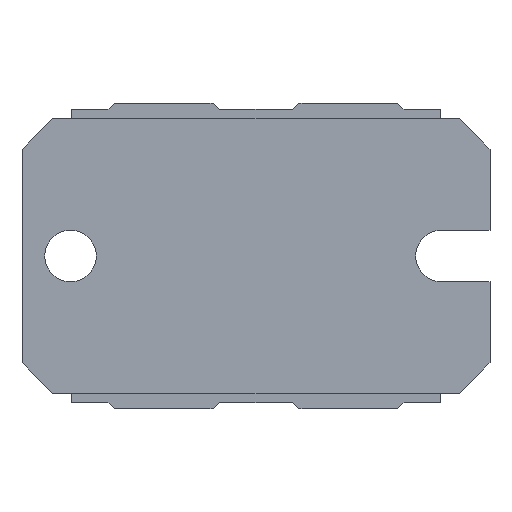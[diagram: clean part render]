
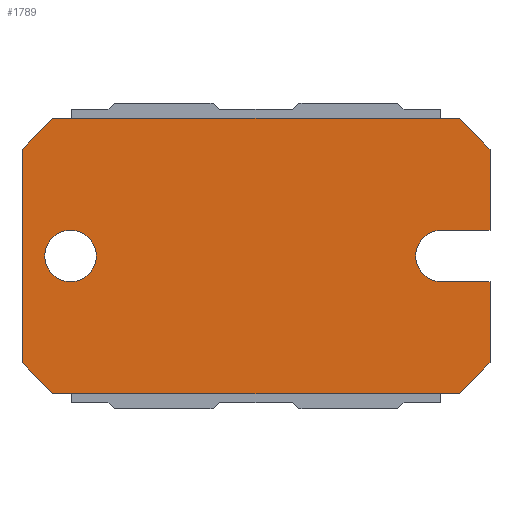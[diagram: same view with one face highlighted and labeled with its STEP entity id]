
A CAD part, front view. The second image highlights one B-rep face of the part: STEP entity #1789.
In plain terms, the highlighted planar face has unit normal (0, -1, 0).
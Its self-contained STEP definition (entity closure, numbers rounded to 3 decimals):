
#26 = DIRECTION ( 'NONE',  ( 0.707, 0., 0.707 ) ) ;
#32 = CARTESIAN_POINT ( 'NONE',  ( 30.2, 0., 0. ) ) ;
#55 = EDGE_CURVE ( 'NONE', #1196, #549, #6470, .T. ) ;
#188 = CARTESIAN_POINT ( 'NONE',  ( 31.65, 0., -11.2 ) ) ;
#226 = VERTEX_POINT ( 'NONE', #2442 ) ;
#434 = CARTESIAN_POINT ( 'NONE',  ( -3.95, 0., -8.7 ) ) ;
#549 = VERTEX_POINT ( 'NONE', #3875 ) ;
#589 = LINE ( 'NONE', #4818, #3803 ) ;
#600 = CARTESIAN_POINT ( 'NONE',  ( 34.15, 0., -8.7 ) ) ;
#650 = CARTESIAN_POINT ( 'NONE',  ( 31.65, 0., 11.2 ) ) ;
#739 = CARTESIAN_POINT ( 'NONE',  ( -3.95, 0., -8.7 ) ) ;
#1161 = VECTOR ( 'NONE', #4128, 1000. ) ;
#1196 = VERTEX_POINT ( 'NONE', #5621 ) ;
#1239 = EDGE_CURVE ( 'NONE', #7152, #226, #5408, .T. ) ;
#1260 = AXIS2_PLACEMENT_3D ( 'NONE', #5649, #6221, #3961 ) ;
#1357 = EDGE_CURVE ( 'NONE', #3843, #7061, #5147, .T. ) ;
#1442 = EDGE_LOOP ( 'NONE', ( #5872, #6458 ) ) ;
#1447 = CARTESIAN_POINT ( 'NONE',  ( 31.65, 0., -11.2 ) ) ;
#1773 = VECTOR ( 'NONE', #2504, 1000. ) ;
#1789 = ADVANCED_FACE ( 'NONE', ( #3187, #2143 ), #2914, .F. ) ;
#1803 = CARTESIAN_POINT ( 'NONE',  ( 0., 0., 0. ) ) ;
#1817 = CIRCLE ( 'NONE', #4145, 2.1 ) ;
#1819 = ORIENTED_EDGE ( 'NONE', *, *, #2103, .F. ) ;
#1825 = CARTESIAN_POINT ( 'NONE',  ( 34.15, 0., 2.1 ) ) ;
#1873 = VERTEX_POINT ( 'NONE', #5116 ) ;
#1889 = DIRECTION ( 'NONE',  ( 0., 0., 1. ) ) ;
#2059 = ORIENTED_EDGE ( 'NONE', *, *, #7180, .F. ) ;
#2060 = EDGE_LOOP ( 'NONE', ( #4461, #4930, #7347, #5260, #5957, #5267, #2059, #1819, #2899, #5358, #4381, #5830 ) ) ;
#2103 = EDGE_CURVE ( 'NONE', #6248, #1873, #4442, .T. ) ;
#2143 = FACE_BOUND ( 'NONE', #1442, .T. ) ;
#2278 = VECTOR ( 'NONE', #3886, 1000. ) ;
#2442 = CARTESIAN_POINT ( 'NONE',  ( 0., 0., -2.1 ) ) ;
#2483 = LINE ( 'NONE', #4430, #3831 ) ;
#2504 = DIRECTION ( 'NONE',  ( -1., 0., 0. ) ) ;
#2558 = CIRCLE ( 'NONE', #1260, 2.1 ) ;
#2768 = VERTEX_POINT ( 'NONE', #2824 ) ;
#2823 = VECTOR ( 'NONE', #1889, 1000. ) ;
#2824 = CARTESIAN_POINT ( 'NONE',  ( -1.45, 0., -11.2 ) ) ;
#2899 = ORIENTED_EDGE ( 'NONE', *, *, #4467, .F. ) ;
#2914 = PLANE ( 'NONE',  #2971 ) ;
#2953 = DIRECTION ( 'NONE',  ( 0., -1., 0. ) ) ;
#2971 = AXIS2_PLACEMENT_3D ( 'NONE', #6796, #3493, #6320 ) ;
#2998 = LINE ( 'NONE', #7424, #4153 ) ;
#3057 = EDGE_CURVE ( 'NONE', #5394, #5295, #2998, .T. ) ;
#3080 = EDGE_CURVE ( 'NONE', #7110, #3843, #5496, .T. ) ;
#3124 = VERTEX_POINT ( 'NONE', #4746 ) ;
#3187 = FACE_OUTER_BOUND ( 'NONE', #2060, .T. ) ;
#3275 = EDGE_CURVE ( 'NONE', #549, #5394, #5020, .T. ) ;
#3454 = DIRECTION ( 'NONE',  ( 0.707, 0., -0.707 ) ) ;
#3493 = DIRECTION ( 'NONE',  ( 0., 1., 0. ) ) ;
#3559 = LINE ( 'NONE', #188, #1773 ) ;
#3803 = VECTOR ( 'NONE', #4264, 1000. ) ;
#3831 = VECTOR ( 'NONE', #5068, 1000. ) ;
#3843 = VERTEX_POINT ( 'NONE', #5391 ) ;
#3875 = CARTESIAN_POINT ( 'NONE',  ( 34.15, 0., 8.7 ) ) ;
#3886 = DIRECTION ( 'NONE',  ( 0., 0., -1. ) ) ;
#3961 = DIRECTION ( 'NONE',  ( 0., 0., 1. ) ) ;
#4107 = CARTESIAN_POINT ( 'NONE',  ( -1.45, 0., -11.2 ) ) ;
#4128 = DIRECTION ( 'NONE',  ( -0.707, 0., 0.707 ) ) ;
#4145 = AXIS2_PLACEMENT_3D ( 'NONE', #32, #2953, #5268 ) ;
#4153 = VECTOR ( 'NONE', #4582, 1000. ) ;
#4264 = DIRECTION ( 'NONE',  ( 1., 0., 0. ) ) ;
#4305 = CARTESIAN_POINT ( 'NONE',  ( -1.45, 0., 11.2 ) ) ;
#4322 = CARTESIAN_POINT ( 'NONE',  ( 30.2, 0., -2.1 ) ) ;
#4381 = ORIENTED_EDGE ( 'NONE', *, *, #3275, .F. ) ;
#4418 = LINE ( 'NONE', #1447, #5923 ) ;
#4430 = CARTESIAN_POINT ( 'NONE',  ( 34.15, 0., -8.7 ) ) ;
#4442 = LINE ( 'NONE', #4322, #6049 ) ;
#4461 = ORIENTED_EDGE ( 'NONE', *, *, #6497, .F. ) ;
#4467 = EDGE_CURVE ( 'NONE', #5295, #6248, #1817, .T. ) ;
#4582 = DIRECTION ( 'NONE',  ( -1., 0., 0. ) ) ;
#4688 = DIRECTION ( 'NONE',  ( 0., 1., 0. ) ) ;
#4746 = CARTESIAN_POINT ( 'NONE',  ( 31.65, 0., -11.2 ) ) ;
#4818 = CARTESIAN_POINT ( 'NONE',  ( 31.65, 0., 11.2 ) ) ;
#4930 = ORIENTED_EDGE ( 'NONE', *, *, #1357, .F. ) ;
#5020 = LINE ( 'NONE', #5618, #2278 ) ;
#5068 = DIRECTION ( 'NONE',  ( 0., 0., -1. ) ) ;
#5078 = LINE ( 'NONE', #4107, #1161 ) ;
#5116 = CARTESIAN_POINT ( 'NONE',  ( 34.15, 0., -2.1 ) ) ;
#5132 = VERTEX_POINT ( 'NONE', #600 ) ;
#5147 = LINE ( 'NONE', #5741, #7269 ) ;
#5218 = DIRECTION ( 'NONE',  ( 0., 0., 1. ) ) ;
#5260 = ORIENTED_EDGE ( 'NONE', *, *, #5398, .F. ) ;
#5267 = ORIENTED_EDGE ( 'NONE', *, *, #6100, .F. ) ;
#5268 = DIRECTION ( 'NONE',  ( 0., 0., 1. ) ) ;
#5295 = VERTEX_POINT ( 'NONE', #7011 ) ;
#5358 = ORIENTED_EDGE ( 'NONE', *, *, #3057, .F. ) ;
#5391 = CARTESIAN_POINT ( 'NONE',  ( -3.95, 0., 8.7 ) ) ;
#5394 = VERTEX_POINT ( 'NONE', #1825 ) ;
#5398 = EDGE_CURVE ( 'NONE', #2768, #7110, #5078, .T. ) ;
#5408 = CIRCLE ( 'NONE', #7130, 2.1 ) ;
#5448 = DIRECTION ( 'NONE',  ( -0.707, 0., -0.707 ) ) ;
#5496 = LINE ( 'NONE', #739, #2823 ) ;
#5506 = VECTOR ( 'NONE', #3454, 1000. ) ;
#5508 = EDGE_CURVE ( 'NONE', #3124, #2768, #3559, .T. ) ;
#5618 = CARTESIAN_POINT ( 'NONE',  ( 34.15, 0., 2.1 ) ) ;
#5621 = CARTESIAN_POINT ( 'NONE',  ( 31.65, 0., 11.2 ) ) ;
#5649 = CARTESIAN_POINT ( 'NONE',  ( 0., 0., 0. ) ) ;
#5741 = CARTESIAN_POINT ( 'NONE',  ( -1.45, 0., 11.2 ) ) ;
#5765 = EDGE_CURVE ( 'NONE', #226, #7152, #2558, .T. ) ;
#5830 = ORIENTED_EDGE ( 'NONE', *, *, #55, .F. ) ;
#5872 = ORIENTED_EDGE ( 'NONE', *, *, #5765, .T. ) ;
#5923 = VECTOR ( 'NONE', #5448, 1000. ) ;
#5957 = ORIENTED_EDGE ( 'NONE', *, *, #5508, .F. ) ;
#6049 = VECTOR ( 'NONE', #6788, 1000. ) ;
#6100 = EDGE_CURVE ( 'NONE', #5132, #3124, #4418, .T. ) ;
#6221 = DIRECTION ( 'NONE',  ( 0., 1., 0. ) ) ;
#6248 = VERTEX_POINT ( 'NONE', #7335 ) ;
#6320 = DIRECTION ( 'NONE',  ( 0., 0., 1. ) ) ;
#6458 = ORIENTED_EDGE ( 'NONE', *, *, #1239, .T. ) ;
#6470 = LINE ( 'NONE', #650, #5506 ) ;
#6497 = EDGE_CURVE ( 'NONE', #7061, #1196, #589, .T. ) ;
#6788 = DIRECTION ( 'NONE',  ( 1., 0., 0. ) ) ;
#6796 = CARTESIAN_POINT ( 'NONE',  ( 30.2, 0., 0. ) ) ;
#7011 = CARTESIAN_POINT ( 'NONE',  ( 30.2, 0., 2.1 ) ) ;
#7061 = VERTEX_POINT ( 'NONE', #4305 ) ;
#7110 = VERTEX_POINT ( 'NONE', #434 ) ;
#7130 = AXIS2_PLACEMENT_3D ( 'NONE', #1803, #4688, #5218 ) ;
#7152 = VERTEX_POINT ( 'NONE', #7328 ) ;
#7180 = EDGE_CURVE ( 'NONE', #1873, #5132, #2483, .T. ) ;
#7269 = VECTOR ( 'NONE', #26, 1000. ) ;
#7328 = CARTESIAN_POINT ( 'NONE',  ( 0., 0., 2.1 ) ) ;
#7335 = CARTESIAN_POINT ( 'NONE',  ( 30.2, 0., -2.1 ) ) ;
#7347 = ORIENTED_EDGE ( 'NONE', *, *, #3080, .F. ) ;
#7424 = CARTESIAN_POINT ( 'NONE',  ( 30.2, 0., 2.1 ) ) ;
